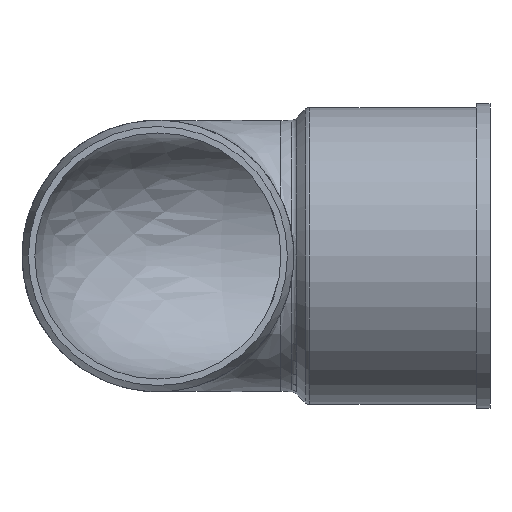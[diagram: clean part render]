
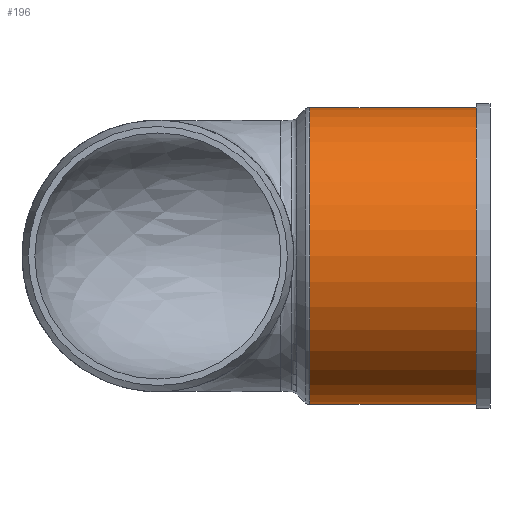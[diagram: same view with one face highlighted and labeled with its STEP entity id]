
A CAD part, front view. The second image highlights one B-rep face of the part: STEP entity #196.
In plain terms, the highlighted cylindrical face has radius 21.9 mm (diameter 43.8 mm), a full revolution.
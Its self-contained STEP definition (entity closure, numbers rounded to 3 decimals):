
#23=CYLINDRICAL_SURFACE('',#224,21.9);
#36=FACE_BOUND('',#73,.T.);
#51=FACE_OUTER_BOUND('',#72,.T.);
#72=EDGE_LOOP('',(#161));
#73=EDGE_LOOP('',(#162));
#100=CIRCLE('',#223,21.9);
#101=CIRCLE('',#225,21.9);
#119=VERTEX_POINT('',#350);
#120=VERTEX_POINT('',#353);
#137=EDGE_CURVE('',#119,#119,#100,.T.);
#138=EDGE_CURVE('',#120,#120,#101,.T.);
#161=ORIENTED_EDGE('',*,*,#138,.T.);
#162=ORIENTED_EDGE('',*,*,#137,.F.);
#196=ADVANCED_FACE('',(#51,#36),#23,.T.);
#223=AXIS2_PLACEMENT_3D('',#351,#272,#273);
#224=AXIS2_PLACEMENT_3D('',#352,#274,#275);
#225=AXIS2_PLACEMENT_3D('',#354,#276,#277);
#272=DIRECTION('center_axis',(-1.,0.,0.));
#273=DIRECTION('ref_axis',(0.,1.,0.));
#274=DIRECTION('center_axis',(-1.,0.,0.));
#275=DIRECTION('ref_axis',(0.,-1.,0.));
#276=DIRECTION('center_axis',(-1.,0.,0.));
#277=DIRECTION('ref_axis',(0.,0.,1.));
#350=CARTESIAN_POINT('',(22.414,53.1,0.));
#351=CARTESIAN_POINT('Origin',(22.414,75.,0.));
#352=CARTESIAN_POINT('Origin',(34.5,75.,0.));
#353=CARTESIAN_POINT('',(47.,53.1,0.));
#354=CARTESIAN_POINT('Origin',(47.,75.,0.));
